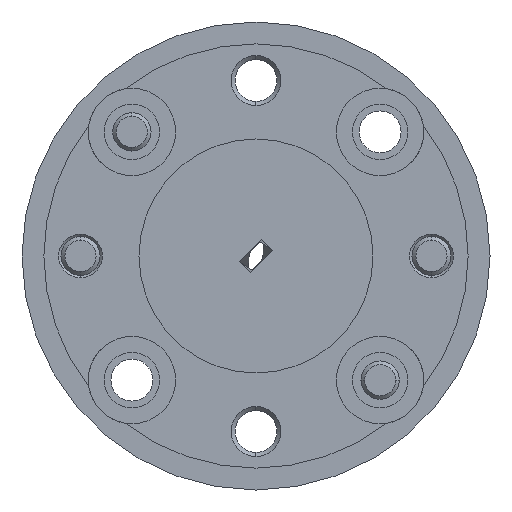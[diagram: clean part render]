
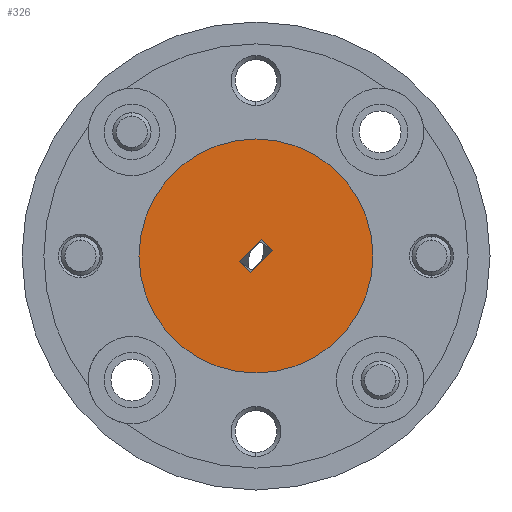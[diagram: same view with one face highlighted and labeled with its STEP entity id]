
A CAD part, left-side view. The second image highlights one B-rep face of the part: STEP entity #326.
In plain terms, the highlighted planar face has unit normal (-1, 0, 0).
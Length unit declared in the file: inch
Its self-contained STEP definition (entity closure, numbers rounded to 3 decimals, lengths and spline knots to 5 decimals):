
#37 = EDGE_CURVE ( 'NONE', #4337, #1883, #2487, .T. ) ;
#326 = ADVANCED_FACE ( 'NONE', ( #644, #4870 ), #6473, .F. ) ;
#644 = FACE_BOUND ( 'NONE', #5691, .T. ) ;
#798 = CARTESIAN_POINT ( 'NONE',  ( 3., 0.00902, -0.02705 ) ) ;
#1037 = DIRECTION ( 'NONE',  ( 0., 0., 1. ) ) ;
#1117 = CARTESIAN_POINT ( 'NONE',  ( 3., 0., 0. ) ) ;
#1883 = VERTEX_POINT ( 'NONE', #3609 ) ;
#1927 = EDGE_CURVE ( 'NONE', #5165, #4580, #1997, .T. ) ;
#1997 = CIRCLE ( 'NONE', #6252, 0.1875 ) ;
#2065 = CARTESIAN_POINT ( 'NONE',  ( 3., 0., 0.1875 ) ) ;
#2224 = DIRECTION ( 'NONE',  ( -1., 0., 0. ) ) ;
#2225 = EDGE_CURVE ( 'NONE', #6345, #6278, #5763, .T. ) ;
#2289 = CARTESIAN_POINT ( 'NONE',  ( 3., -0.00902, 0.02705 ) ) ;
#2298 = ORIENTED_EDGE ( 'NONE', *, *, #1927, .T. ) ;
#2487 = LINE ( 'NONE', #3012, #4618 ) ;
#2530 = ORIENTED_EDGE ( 'NONE', *, *, #5001, .F. ) ;
#2543 = CARTESIAN_POINT ( 'NONE',  ( 3., -0.02705, 0.00902 ) ) ;
#2574 = LINE ( 'NONE', #4736, #6496 ) ;
#2776 = LINE ( 'NONE', #2289, #3772 ) ;
#3012 = CARTESIAN_POINT ( 'NONE',  ( 3., -0.00902, 0.02705 ) ) ;
#3208 = VECTOR ( 'NONE', #4038, 39.37008 ) ;
#3491 = CARTESIAN_POINT ( 'NONE',  ( 3., 0., -0.1875 ) ) ;
#3609 = CARTESIAN_POINT ( 'NONE',  ( 3., 0.02705, -0.00902 ) ) ;
#3754 = CIRCLE ( 'NONE', #4897, 0.1875 ) ;
#3772 = VECTOR ( 'NONE', #4984, 39.37008 ) ;
#3916 = DIRECTION ( 'NONE',  ( 0., 0., 1. ) ) ;
#4038 = DIRECTION ( 'NONE',  ( 0., -0.707, 0.707 ) ) ;
#4337 = VERTEX_POINT ( 'NONE', #5003 ) ;
#4580 = VERTEX_POINT ( 'NONE', #3491 ) ;
#4618 = VECTOR ( 'NONE', #6786, 39.37008 ) ;
#4736 = CARTESIAN_POINT ( 'NONE',  ( 3., 0.02705, -0.00902 ) ) ;
#4870 = FACE_OUTER_BOUND ( 'NONE', #5751, .T. ) ;
#4897 = AXIS2_PLACEMENT_3D ( 'NONE', #5200, #6808, #5633 ) ;
#4984 = DIRECTION ( 'NONE',  ( 0., 0.707, 0.707 ) ) ;
#5001 = EDGE_CURVE ( 'NONE', #6278, #4337, #2776, .T. ) ;
#5003 = CARTESIAN_POINT ( 'NONE',  ( 3., -0.00902, 0.02705 ) ) ;
#5165 = VERTEX_POINT ( 'NONE', #2065 ) ;
#5200 = CARTESIAN_POINT ( 'NONE',  ( 3., 0., 0. ) ) ;
#5633 = DIRECTION ( 'NONE',  ( 0., 0., 1. ) ) ;
#5658 = EDGE_CURVE ( 'NONE', #1883, #6345, #2574, .T. ) ;
#5669 = CARTESIAN_POINT ( 'NONE',  ( 3., -0.02705, 0.00902 ) ) ;
#5691 = EDGE_LOOP ( 'NONE', ( #2530, #6206, #6670, #6068 ) ) ;
#5751 = EDGE_LOOP ( 'NONE', ( #2298, #6428 ) ) ;
#5763 = LINE ( 'NONE', #2543, #3208 ) ;
#5897 = DIRECTION ( 'NONE',  ( 0., -0.707, -0.707 ) ) ;
#6068 = ORIENTED_EDGE ( 'NONE', *, *, #37, .F. ) ;
#6206 = ORIENTED_EDGE ( 'NONE', *, *, #2225, .F. ) ;
#6252 = AXIS2_PLACEMENT_3D ( 'NONE', #1117, #2224, #1037 ) ;
#6278 = VERTEX_POINT ( 'NONE', #5669 ) ;
#6345 = VERTEX_POINT ( 'NONE', #798 ) ;
#6428 = ORIENTED_EDGE ( 'NONE', *, *, #6573, .T. ) ;
#6473 = PLANE ( 'NONE',  #6870 ) ;
#6496 = VECTOR ( 'NONE', #5897, 39.37008 ) ;
#6546 = DIRECTION ( 'NONE',  ( 1., 0., 0. ) ) ;
#6573 = EDGE_CURVE ( 'NONE', #4580, #5165, #3754, .T. ) ;
#6592 = CARTESIAN_POINT ( 'NONE',  ( 3., 0.375, 0. ) ) ;
#6670 = ORIENTED_EDGE ( 'NONE', *, *, #5658, .F. ) ;
#6786 = DIRECTION ( 'NONE',  ( 0., 0.707, -0.707 ) ) ;
#6808 = DIRECTION ( 'NONE',  ( -1., 0., 0. ) ) ;
#6870 = AXIS2_PLACEMENT_3D ( 'NONE', #6592, #6546, #3916 ) ;
